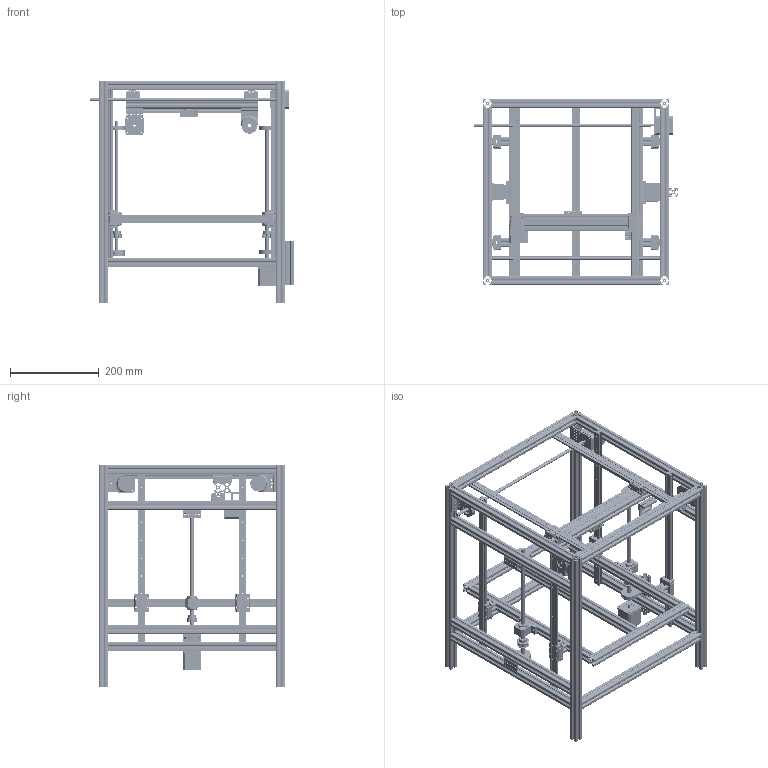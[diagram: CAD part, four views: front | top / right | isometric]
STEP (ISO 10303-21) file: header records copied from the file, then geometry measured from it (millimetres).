
FILE_DESCRIPTION(('CATIA V5 STEP Exchange'),'2;1');
FILE_NAME('Ensamblaje_2.stp','2015-04-08T21:21:07+00:00',('none'),('none'),'CATIA Version 5 Release 19 SP 2 (IN-10)','CATIA V5 STEP AP203','none');
FILE_SCHEMA(('CONFIG_CONTROL_DESIGN'));
Length unit declared in the file: millimetre
Products named in the file (7): Ensamblaje_2; Estructura; PortaYNEMA17; PortaYRod; LaminaYTW04; Base_Movil_2; PortaYRodCerrado
Assembly tree (72 placements, depth 3):
  Ensamblaje_2
    Estructura
      #66  x4
      #2520  x8
      #4974  x4
    #6891  x2
    PortaYNEMA17  x3
      #7003
      #9326
    #10085  x2
    PortaYRod  x7
      #10258
      #11495
    #2520  x4
    #12192  x2
    #4974  x2
    LaminaYTW04  x7
      #20996
      #29870
    Base_Movil_2
      #30680  x2
      #2520  x3
      #37456  x4
      #39880  x2
    #42437
    #46302
    #47431  x2
    #47565
    PortaYRodCerrado
      #49982
      #11495
Bounding box: 459.72 x 420 x 500 mm (x, y, z)
Volume: 2616345.8 mm3; surface area: 2020771.4 mm2
Topology: 102 solids, 102 shells, 6087 faces, 17129 edges, 11364 vertices
Faces by surface type: cylinder 3167, plane 2704, cone 176, torus 40
Entity records: 51172 total; most frequent: CARTESIAN_POINT 11921, ORIENTED_EDGE 8584, DIRECTION 6867, EDGE_CURVE 4292, AXIS2_PLACEMENT_3D 3017, VERTEX_POINT 2852, VECTOR 2394, LINE 2394
